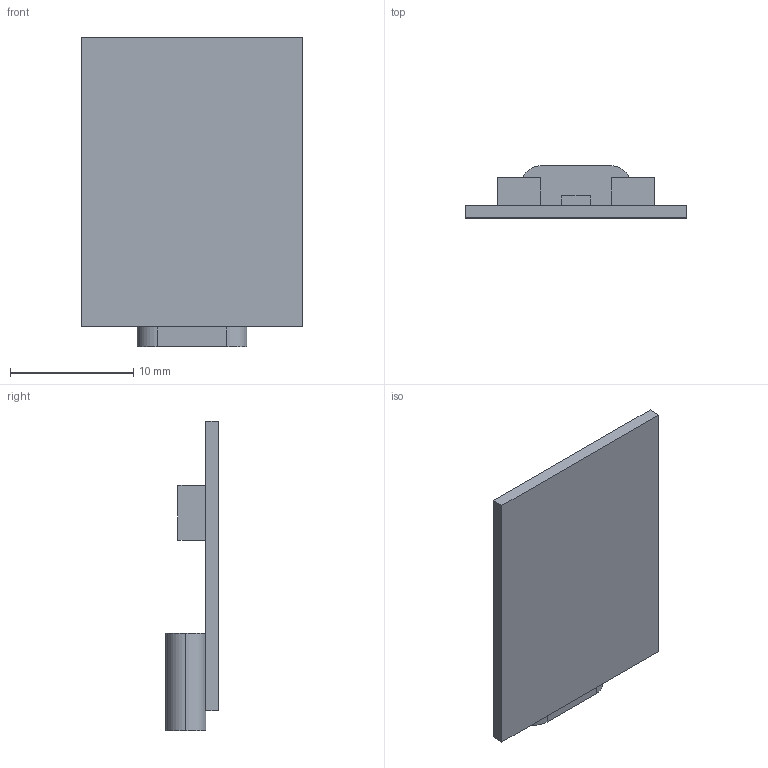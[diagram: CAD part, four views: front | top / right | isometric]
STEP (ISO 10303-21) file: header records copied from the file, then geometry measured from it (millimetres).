
FILE_DESCRIPTION (( 'STEP AP214' ), '1' );
FILE_NAME ('WaveShare_RP2040-Zero.STEP', '2022-01-20T04:32:27', ( '' ), ( '' ), 'SwSTEP 2.0', 'SolidWorks 2019', '' );
FILE_SCHEMA (( 'AUTOMOTIVE_DESIGN' ));
Length unit declared in the file: millimetre
Products named in the file (1): WaveShare_RP2040-Zero
Bounding box: 18 x 4.25 x 25.1 mm (x, y, z)
Volume: 708.1 mm3; surface area: 1160.1 mm2
Topology: 1 solids, 1 shells, 28 faces, 67 edges, 44 vertices
Faces by surface type: plane 25, cylinder 3
Entity records: 1077 total; most frequent: CARTESIAN_POINT 140, ORIENTED_EDGE 134, DIRECTION 131, EDGE_CURVE 67, VECTOR 61, LINE 61, VERTEX_POINT 44, AXIS2_PLACEMENT_3D 35
